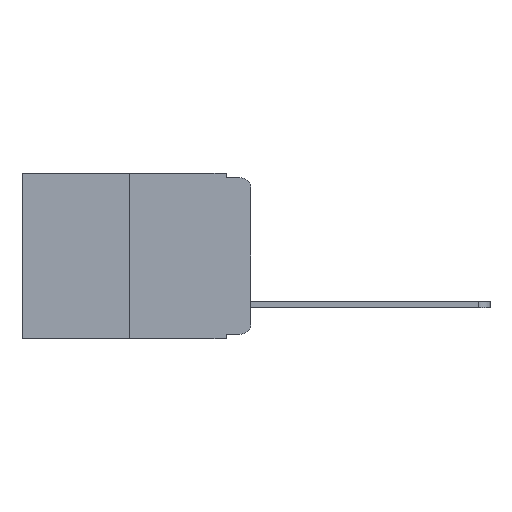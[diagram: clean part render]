
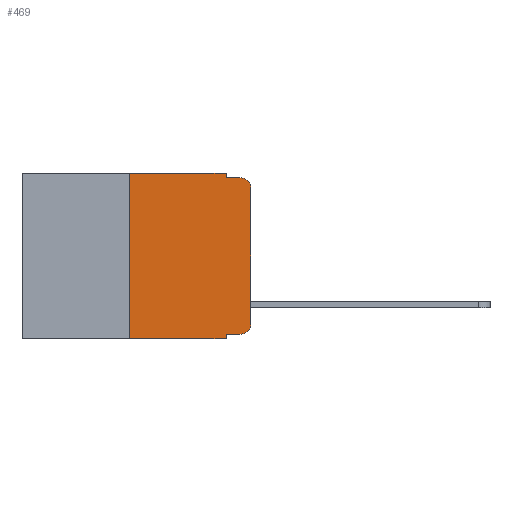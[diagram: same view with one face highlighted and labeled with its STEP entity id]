
A CAD part, left-side view. The second image highlights one B-rep face of the part: STEP entity #469.
In plain terms, the highlighted planar face has unit normal (-1, 0, 0).
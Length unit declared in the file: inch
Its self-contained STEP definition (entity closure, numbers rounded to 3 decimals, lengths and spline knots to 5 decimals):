
#101 = VERTEX_POINT ( 'NONE', #6655 ) ;
#130 = ORIENTED_EDGE ( 'NONE', *, *, #4334, .F. ) ;
#357 = CIRCLE ( 'NONE', #9420, 0.02 ) ;
#469 = ADVANCED_FACE ( 'NONE', ( #11188 ), #8396, .F. ) ;
#855 = ORIENTED_EDGE ( 'NONE', *, *, #2268, .F. ) ;
#1320 = CARTESIAN_POINT ( 'NONE',  ( 0., 0.051, -0.343 ) ) ;
#1400 = DIRECTION ( 'NONE',  ( -1., 0., 0. ) ) ;
#1409 = ORIENTED_EDGE ( 'NONE', *, *, #10890, .F. ) ;
#1522 = AXIS2_PLACEMENT_3D ( 'NONE', #8191, #1400, #9127 ) ;
#1745 = ORIENTED_EDGE ( 'NONE', *, *, #5349, .T. ) ;
#1776 = ORIENTED_EDGE ( 'NONE', *, *, #3856, .T. ) ;
#1884 = CARTESIAN_POINT ( 'NONE',  ( 0., 0.25, 0. ) ) ;
#2268 = EDGE_CURVE ( 'NONE', #11106, #3569, #2629, .T. ) ;
#2475 = VERTEX_POINT ( 'NONE', #7379 ) ;
#2516 = VERTEX_POINT ( 'NONE', #6571 ) ;
#2629 = LINE ( 'NONE', #10392, #12959 ) ;
#2795 = VERTEX_POINT ( 'NONE', #1320 ) ;
#2825 = VERTEX_POINT ( 'NONE', #6822 ) ;
#2972 = LINE ( 'NONE', #7576, #11112 ) ;
#3561 = CARTESIAN_POINT ( 'NONE',  ( 0., 0.25, 0. ) ) ;
#3569 = VERTEX_POINT ( 'NONE', #8082 ) ;
#3706 = DIRECTION ( 'NONE',  ( 0., -1., 0. ) ) ;
#3779 = VECTOR ( 'NONE', #3706, 39.37008 ) ;
#3856 = EDGE_CURVE ( 'NONE', #12447, #2795, #5412, .T. ) ;
#4110 = CARTESIAN_POINT ( 'NONE',  ( 0., 0.051, -0.01 ) ) ;
#4158 = CARTESIAN_POINT ( 'NONE',  ( 0., 0., 0. ) ) ;
#4334 = EDGE_CURVE ( 'NONE', #3569, #6000, #12276, .T. ) ;
#4402 = VERTEX_POINT ( 'NONE', #11148 ) ;
#4778 = ORIENTED_EDGE ( 'NONE', *, *, #6191, .F. ) ;
#5114 = CARTESIAN_POINT ( 'NONE',  ( 0., 0.051, -0.333 ) ) ;
#5178 = LINE ( 'NONE', #4158, #5853 ) ;
#5188 = CARTESIAN_POINT ( 'NONE',  ( 0., 0.473, 0. ) ) ;
#5217 = ORIENTED_EDGE ( 'NONE', *, *, #7302, .T. ) ;
#5348 = DIRECTION ( 'NONE',  ( 0., 0., -1. ) ) ;
#5349 = EDGE_CURVE ( 'NONE', #2516, #2475, #11135, .T. ) ;
#5412 = LINE ( 'NONE', #12439, #9737 ) ;
#5488 = ORIENTED_EDGE ( 'NONE', *, *, #11070, .T. ) ;
#5576 = DIRECTION ( 'NONE',  ( 1., 0., 0. ) ) ;
#5853 = VECTOR ( 'NONE', #11064, 39.37008 ) ;
#6000 = VERTEX_POINT ( 'NONE', #4110 ) ;
#6008 = EDGE_CURVE ( 'NONE', #4402, #2516, #5178, .T. ) ;
#6191 = EDGE_CURVE ( 'NONE', #2825, #2795, #2972, .T. ) ;
#6218 = AXIS2_PLACEMENT_3D ( 'NONE', #5188, #5576, #5348 ) ;
#6571 = CARTESIAN_POINT ( 'NONE',  ( 0., 0., -0.03 ) ) ;
#6655 = CARTESIAN_POINT ( 'NONE',  ( 0., 0.02, -0.333 ) ) ;
#6822 = CARTESIAN_POINT ( 'NONE',  ( 0., 0.051, -0.333 ) ) ;
#6833 = DIRECTION ( 'NONE',  ( -1., 0., 0. ) ) ;
#6875 = EDGE_LOOP ( 'NONE', ( #9668, #1745, #11271, #130, #855, #1409, #1776, #4778, #5217, #5488 ) ) ;
#6997 = CARTESIAN_POINT ( 'NONE',  ( 0., 0.051, -0.01 ) ) ;
#7302 = EDGE_CURVE ( 'NONE', #2825, #101, #13027, .T. ) ;
#7379 = CARTESIAN_POINT ( 'NONE',  ( 0., 0.02, -0.01 ) ) ;
#7576 = CARTESIAN_POINT ( 'NONE',  ( 0., 0.051, 0. ) ) ;
#8082 = CARTESIAN_POINT ( 'NONE',  ( 0., 0.051, 0. ) ) ;
#8191 = CARTESIAN_POINT ( 'NONE',  ( 0., 0.02, -0.03 ) ) ;
#8215 = VECTOR ( 'NONE', #10076, 39.37008 ) ;
#8396 = PLANE ( 'NONE',  #6218 ) ;
#9127 = DIRECTION ( 'NONE',  ( 0., 0., -1. ) ) ;
#9420 = AXIS2_PLACEMENT_3D ( 'NONE', #12405, #6833, #13270 ) ;
#9668 = ORIENTED_EDGE ( 'NONE', *, *, #6008, .T. ) ;
#9701 = LINE ( 'NONE', #1884, #13338 ) ;
#9737 = VECTOR ( 'NONE', #13369, 39.37008 ) ;
#9788 = DIRECTION ( 'NONE',  ( 0., -1., 0. ) ) ;
#10076 = DIRECTION ( 'NONE',  ( 0., -1., 0. ) ) ;
#10392 = CARTESIAN_POINT ( 'NONE',  ( 0., 0.473, 0. ) ) ;
#10890 = EDGE_CURVE ( 'NONE', #12447, #11106, #9701, .T. ) ;
#11064 = DIRECTION ( 'NONE',  ( 0., 0., 1. ) ) ;
#11070 = EDGE_CURVE ( 'NONE', #101, #4402, #357, .T. ) ;
#11106 = VERTEX_POINT ( 'NONE', #3561 ) ;
#11112 = VECTOR ( 'NONE', #13039, 39.37008 ) ;
#11135 = CIRCLE ( 'NONE', #1522, 0.02 ) ;
#11148 = CARTESIAN_POINT ( 'NONE',  ( 0., 0., -0.313 ) ) ;
#11188 = FACE_OUTER_BOUND ( 'NONE', #6875, .T. ) ;
#11271 = ORIENTED_EDGE ( 'NONE', *, *, #11945, .F. ) ;
#11416 = LINE ( 'NONE', #6997, #3779 ) ;
#11685 = DIRECTION ( 'NONE',  ( 0., 0., -1. ) ) ;
#11867 = CARTESIAN_POINT ( 'NONE',  ( 0., 0.051, 0. ) ) ;
#11945 = EDGE_CURVE ( 'NONE', #6000, #2475, #11416, .T. ) ;
#11995 = VECTOR ( 'NONE', #11685, 39.37008 ) ;
#12135 = DIRECTION ( 'NONE',  ( 0., 0., 1. ) ) ;
#12276 = LINE ( 'NONE', #11867, #11995 ) ;
#12405 = CARTESIAN_POINT ( 'NONE',  ( 0., 0.02, -0.313 ) ) ;
#12439 = CARTESIAN_POINT ( 'NONE',  ( 0., 0.473, -0.343 ) ) ;
#12447 = VERTEX_POINT ( 'NONE', #13317 ) ;
#12959 = VECTOR ( 'NONE', #9788, 39.37008 ) ;
#13027 = LINE ( 'NONE', #5114, #8215 ) ;
#13039 = DIRECTION ( 'NONE',  ( 0., 0., -1. ) ) ;
#13270 = DIRECTION ( 'NONE',  ( 0., 0., -1. ) ) ;
#13317 = CARTESIAN_POINT ( 'NONE',  ( 0., 0.25, -0.343 ) ) ;
#13338 = VECTOR ( 'NONE', #12135, 39.37008 ) ;
#13369 = DIRECTION ( 'NONE',  ( 0., -1., 0. ) ) ;
